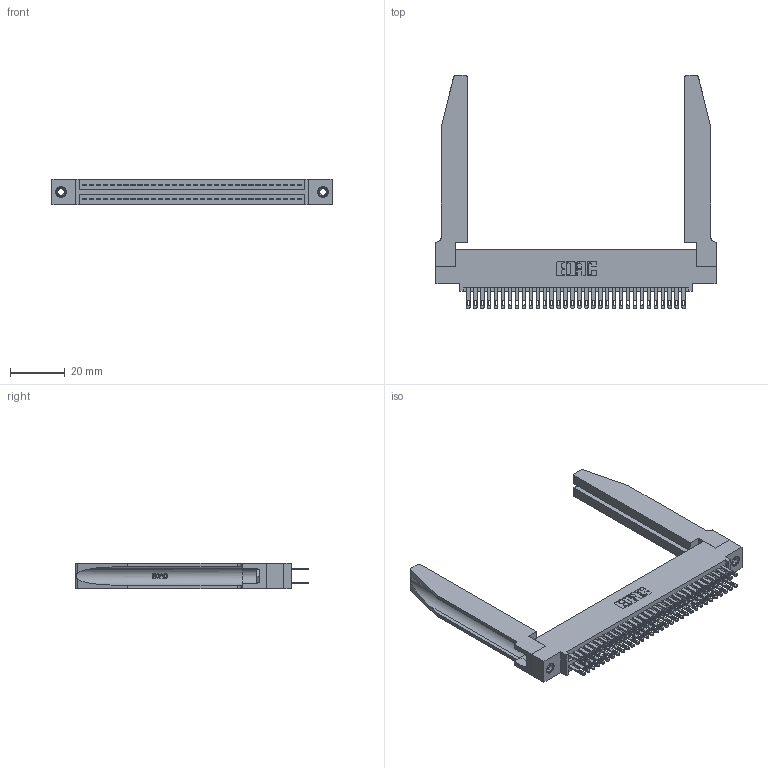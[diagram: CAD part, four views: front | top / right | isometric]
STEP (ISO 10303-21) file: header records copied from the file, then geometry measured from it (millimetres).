
FILE_DESCRIPTION (( 'STEP AP203' ), '1' );
FILE_NAME ('345-064-500-578.STEP', '2019-10-30T13:01:05', ( '' ), ( '' ), 'SwSTEP 2.0', 'SolidWorks 2016', '' );
FILE_SCHEMA (( 'CONFIG_CONTROL_DESIGN' ));
Length unit declared in the file: inch
Products named in the file (5): 345-292-001_345-293-100; 345-220-078_345-220-078; 345-250-001_345-250-001-102; 345-064-500-578; 345 Part_0.110 Offset - 0.156 Dia-TH
Assembly tree (69 placements, depth 2):
  345-064-500-578
    345 Part_0.110 Offset - 0.156 Dia-TH
    345-292-001_345-293-100  x64
    345-250-001_345-250-001-102  x2
    345-220-078_345-220-078  x2
Bounding box: 102.51 x 85.27 x 9.4 mm (x, y, z)
Volume: 17758.2 mm3; surface area: 22153.9 mm2
Topology: 69 solids, 69 shells, 3308 faces, 9985 edges, 6646 vertices
Faces by surface type: plane 1954, cylinder 1302, bspline 36, cone 12, torus 4
Entity records: 31256 total; most frequent: CARTESIAN_POINT 6167, ORIENTED_EDGE 4998, DIRECTION 4445, EDGE_CURVE 2499, VECTOR 2141, LINE 2141, VERTEX_POINT 1660, AXIS2_PLACEMENT_3D 1152
